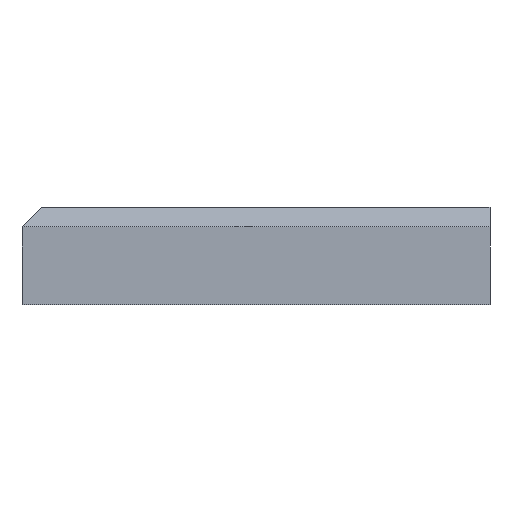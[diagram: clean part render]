
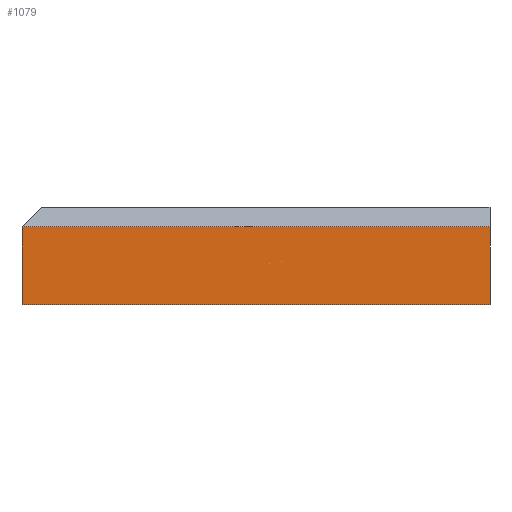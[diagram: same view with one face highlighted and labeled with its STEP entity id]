
A CAD part, left-side view. The second image highlights one B-rep face of the part: STEP entity #1079.
In plain terms, the highlighted planar face has unit normal (-1, 0, 0).
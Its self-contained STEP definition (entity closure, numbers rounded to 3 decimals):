
#203=FACE_OUTER_BOUND('',#282,.T.);
#282=EDGE_LOOP('',(#814,#815,#816,#817));
#350=LINE('',#1675,#411);
#355=LINE('',#1686,#416);
#357=LINE('',#1689,#418);
#358=LINE('',#1775,#419);
#411=VECTOR('',#1310,10.);
#416=VECTOR('',#1319,10.);
#418=VECTOR('',#1323,10.);
#419=VECTOR('',#1410,10.);
#464=VERTEX_POINT('',#1657);
#470=VERTEX_POINT('',#1673);
#473=VERTEX_POINT('',#1683);
#474=VERTEX_POINT('',#1685);
#596=EDGE_CURVE('',#464,#470,#350,.T.);
#601=EDGE_CURVE('',#474,#473,#355,.T.);
#603=EDGE_CURVE('',#470,#474,#357,.T.);
#646=EDGE_CURVE('',#464,#473,#358,.T.);
#814=ORIENTED_EDGE('',*,*,#601,.T.);
#815=ORIENTED_EDGE('',*,*,#646,.F.);
#816=ORIENTED_EDGE('',*,*,#596,.T.);
#817=ORIENTED_EDGE('',*,*,#603,.T.);
#1070=PLANE('',#1192);
#1079=ADVANCED_FACE('',(#203),#1070,.T.);
#1192=AXIS2_PLACEMENT_3D('',#1774,#1408,#1409);
#1310=DIRECTION('',(0.,0.,-1.));
#1319=DIRECTION('',(0.,0.,1.));
#1323=DIRECTION('',(0.,-1.,0.));
#1408=DIRECTION('center_axis',(-1.,0.,0.));
#1409=DIRECTION('ref_axis',(0.,-1.,0.));
#1410=DIRECTION('',(0.,-1.,0.));
#1657=CARTESIAN_POINT('',(0.,128.925,20.));
#1673=CARTESIAN_POINT('',(0.,128.925,0.));
#1675=CARTESIAN_POINT('',(0.,128.925,28.006));
#1683=CARTESIAN_POINT('',(0.,8.925,20.));
#1685=CARTESIAN_POINT('',(0.,8.925,0.));
#1686=CARTESIAN_POINT('',(0.,8.925,-19.749));
#1689=CARTESIAN_POINT('',(0.,143.925,0.));
#1774=CARTESIAN_POINT('Origin',(0.,143.925,
0.));
#1775=CARTESIAN_POINT('',(0.,107.675,20.));
